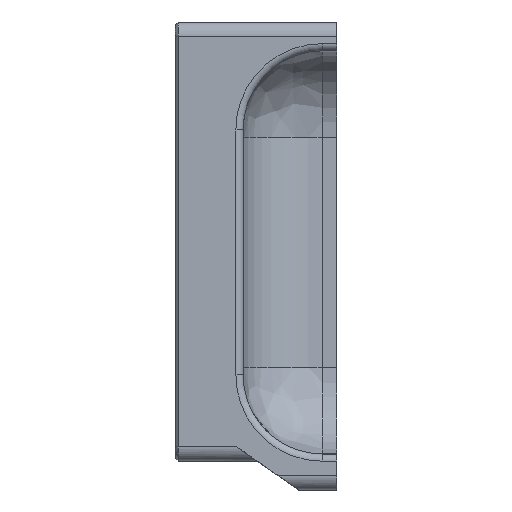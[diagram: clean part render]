
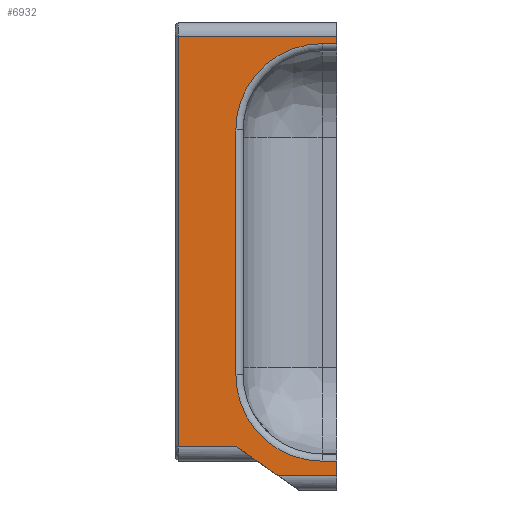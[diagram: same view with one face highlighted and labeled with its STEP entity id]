
A CAD part, left-side view. The second image highlights one B-rep face of the part: STEP entity #6932.
In plain terms, the highlighted planar face has unit normal (-1, 0, 0).
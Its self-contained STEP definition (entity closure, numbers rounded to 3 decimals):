
#472=CIRCLE('',#7499,12.);
#476=CIRCLE('',#7505,12.);
#807=FACE_OUTER_BOUND('',#1213,.T.);
#1213=EDGE_LOOP('',(#5543,#5544,#5545,#5546,#5547,#5548,#5549,#5550,#5551,
#5552,#5553,#5554));
#1765=LINE('',#11148,#2451);
#1807=LINE('',#11329,#2493);
#1809=LINE('',#11341,#2495);
#1810=LINE('',#11346,#2496);
#1813=LINE('',#11356,#2499);
#1814=LINE('',#11360,#2500);
#1822=LINE('',#11414,#2508);
#1823=LINE('',#11415,#2509);
#1824=LINE('',#11417,#2510);
#1825=LINE('',#11418,#2511);
#2451=VECTOR('',#8907,10.);
#2493=VECTOR('',#9037,10.);
#2495=VECTOR('',#9051,10.);
#2496=VECTOR('',#9056,10.);
#2499=VECTOR('',#9065,10.);
#2500=VECTOR('',#9070,10.);
#2508=VECTOR('',#9106,10.);
#2509=VECTOR('',#9107,10.);
#2510=VECTOR('',#9108,10.);
#2511=VECTOR('',#9109,10.);
#3104=VERTEX_POINT('',#11142);
#3105=VERTEX_POINT('',#11146);
#3143=VERTEX_POINT('',#11317);
#3145=VERTEX_POINT('',#11321);
#3147=VERTEX_POINT('',#11327);
#3149=VERTEX_POINT('',#11333);
#3151=VERTEX_POINT('',#11338);
#3152=VERTEX_POINT('',#11343);
#3155=VERTEX_POINT('',#11350);
#3157=VERTEX_POINT('',#11354);
#3158=VERTEX_POINT('',#11358);
#3169=VERTEX_POINT('',#11416);
#3950=EDGE_CURVE('',#3105,#3104,#1765,.T.);
#4012=EDGE_CURVE('',#3143,#3145,#472,.T.);
#4015=EDGE_CURVE('',#3145,#3147,#1807,.T.);
#4018=EDGE_CURVE('',#3147,#3149,#476,.T.);
#4021=EDGE_CURVE('',#3151,#3143,#1809,.T.);
#4023=EDGE_CURVE('',#3149,#3152,#1810,.T.);
#4028=EDGE_CURVE('',#3155,#3157,#1813,.T.);
#4030=EDGE_CURVE('',#3105,#3158,#1814,.T.);
#4047=EDGE_CURVE('',#3155,#3158,#1822,.T.);
#4048=EDGE_CURVE('',#3151,#3157,#1823,.T.);
#4049=EDGE_CURVE('',#3169,#3152,#1824,.T.);
#4050=EDGE_CURVE('',#3169,#3104,#1825,.T.);
#5543=ORIENTED_EDGE('',*,*,#3950,.F.);
#5544=ORIENTED_EDGE('',*,*,#4030,.T.);
#5545=ORIENTED_EDGE('',*,*,#4047,.F.);
#5546=ORIENTED_EDGE('',*,*,#4028,.T.);
#5547=ORIENTED_EDGE('',*,*,#4048,.F.);
#5548=ORIENTED_EDGE('',*,*,#4021,.T.);
#5549=ORIENTED_EDGE('',*,*,#4012,.T.);
#5550=ORIENTED_EDGE('',*,*,#4015,.T.);
#5551=ORIENTED_EDGE('',*,*,#4018,.T.);
#5552=ORIENTED_EDGE('',*,*,#4023,.T.);
#5553=ORIENTED_EDGE('',*,*,#4049,.F.);
#5554=ORIENTED_EDGE('',*,*,#4050,.T.);
#6608=PLANE('',#7528);
#6932=ADVANCED_FACE('',(#807),#6608,.F.);
#7499=AXIS2_PLACEMENT_3D('',#11323,#9030,#9031);
#7505=AXIS2_PLACEMENT_3D('',#11335,#9044,#9045);
#7528=AXIS2_PLACEMENT_3D('',#11413,#9104,#9105);
#8907=DIRECTION('',(0.,0.,1.));
#9030=DIRECTION('center_axis',(1.,0.,0.));
#9031=DIRECTION('ref_axis',(0.,0.707,-0.707));
#9037=DIRECTION('',(0.,0.,1.));
#9044=DIRECTION('center_axis',(1.,0.,0.));
#9045=DIRECTION('ref_axis',(0.,0.707,0.707));
#9051=DIRECTION('',(0.,1.,0.));
#9056=DIRECTION('',(0.,-1.,0.));
#9065=DIRECTION('',(0.,-1.,0.));
#9070=DIRECTION('',(0.,-1.,0.));
#9104=DIRECTION('center_axis',(1.,0.,0.));
#9105=DIRECTION('ref_axis',(0.,0.,
-1.));
#9106=DIRECTION('',(0.,0.819,0.574));
#9107=DIRECTION('',(0.,0.,-1.));
#9108=DIRECTION('',(0.,0.,-1.));
#9109=DIRECTION('',(0.,1.,0.));
#11142=CARTESIAN_POINT('',(-85.5,12.,-523.));
#11146=CARTESIAN_POINT('',(-85.5,12.,-580.));
#11148=CARTESIAN_POINT('',(-85.5,12.,-536.25));
#11317=CARTESIAN_POINT('',(-85.5,-8.,-582.));
#11321=CARTESIAN_POINT('',(-85.5,4.,-570.));
#11323=CARTESIAN_POINT('Origin',(-85.5,-8.,-570.));
#11327=CARTESIAN_POINT('',(-85.5,4.,-536.));
#11329=CARTESIAN_POINT('',(-85.5,4.,-528.));
#11333=CARTESIAN_POINT('',(-85.5,-8.,-524.));
#11335=CARTESIAN_POINT('Origin',(-85.5,-8.,-536.));
#11338=CARTESIAN_POINT('',(-85.5,-10.,-582.));
#11341=CARTESIAN_POINT('',(-85.5,-10.,-582.));
#11343=CARTESIAN_POINT('',(-85.5,-10.,-524.));
#11346=CARTESIAN_POINT('',(-85.5,-11.5,-524.));
#11350=CARTESIAN_POINT('',(-85.5,-1.856,-584.));
#11354=CARTESIAN_POINT('',(-85.5,-10.,-584.));
#11356=CARTESIAN_POINT('',(-85.5,-10.,-584.));
#11358=CARTESIAN_POINT('',(-85.5,3.856,-580.));
#11360=CARTESIAN_POINT('',(-85.5,-4.5,-580.));
#11413=CARTESIAN_POINT('Origin',(-85.5,-10.,-520.));
#11414=CARTESIAN_POINT('',(-85.5,9.018,-576.386));
#11415=CARTESIAN_POINT('',(-85.5,-10.,-582.));
#11416=CARTESIAN_POINT('',(-85.5,-10.,-523.));
#11417=CARTESIAN_POINT('',(-85.5,-10.,-518.));
#11418=CARTESIAN_POINT('',(-85.5,-10.,-523.));
